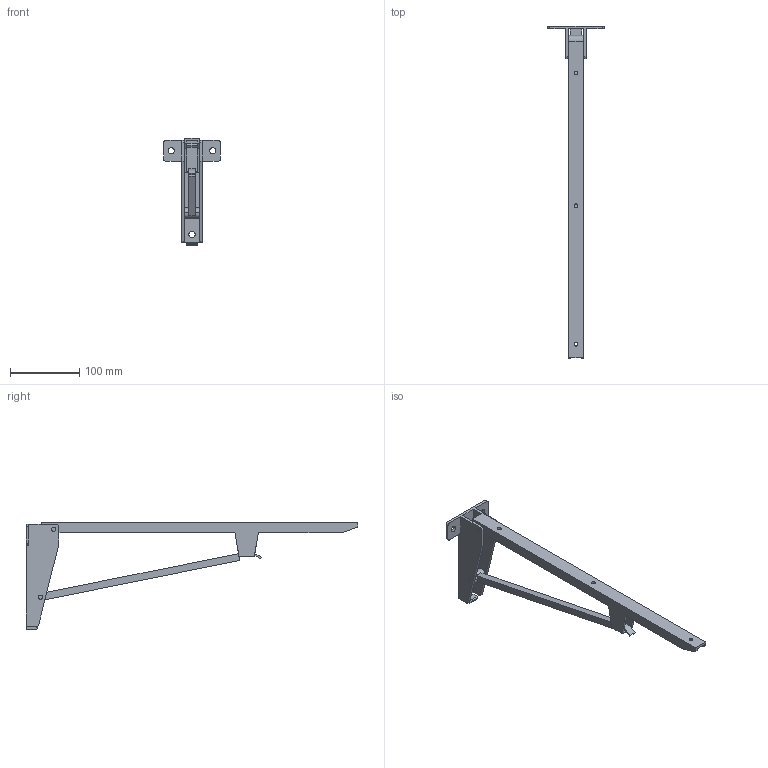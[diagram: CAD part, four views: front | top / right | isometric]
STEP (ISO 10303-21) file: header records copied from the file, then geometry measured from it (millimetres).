
FILE_DESCRIPTION(('STEP AP214'),'1');
FILE_NAME('3021094 Klappkonsole 480.stp','2024-03-04T10:31:55',(' '),(' '),'Spatial InterOp 3D',' ',' ');
FILE_SCHEMA(('AUTOMOTIVE_DESIGN { 1 0 10303 214 1 1 1 1 }'));
Length unit declared in the file: millimetre
Products named in the file (1): 2024_02_20_11_08_11_0629|NULL#2024_02_20_11_08_11_0754;2024_02_20_11_08_11_0754
Bounding box: 82 x 480 x 155 mm (x, y, z)
Volume: 162523.7 mm3; surface area: 97186.1 mm2
Topology: 6 solids, 6 shells, 128 faces, 336 edges, 224 vertices
Faces by surface type: plane 82, cylinder 46
Entity records: 5078 total; most frequent: DIRECTION 700, CARTESIAN_POINT 694, ORIENTED_EDGE 672, EDGE_CURVE 336, LINE 240, VECTOR 240, AXIS2_PLACEMENT_3D 230, VERTEX_POINT 224
